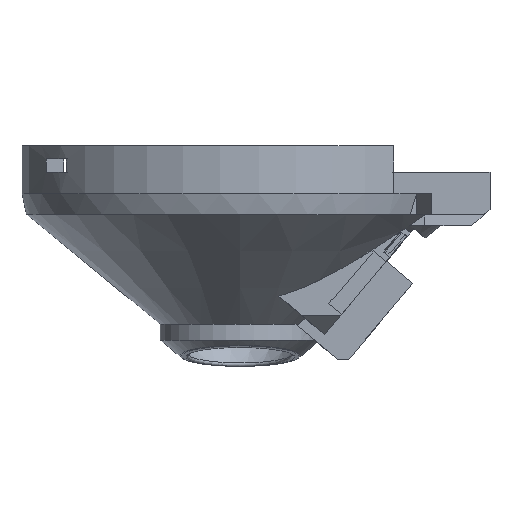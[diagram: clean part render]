
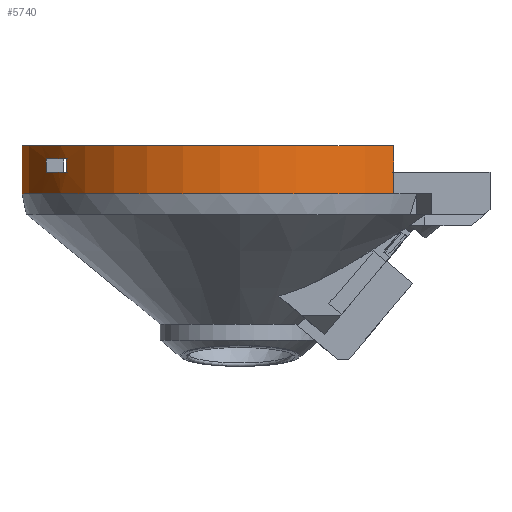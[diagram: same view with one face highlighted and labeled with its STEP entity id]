
A CAD part, left-side view. The second image highlights one B-rep face of the part: STEP entity #5740.
In plain terms, the highlighted cylindrical face has radius 20.5 mm (diameter 41 mm), a partial arc.
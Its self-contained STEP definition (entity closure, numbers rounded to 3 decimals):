
#291=FACE_BOUND('',#1130,.T.);
#292=FACE_BOUND('',#1131,.T.);
#806=FACE_OUTER_BOUND('',#1129,.T.);
#1129=EDGE_LOOP('',(#5323,#5324,#5325,#5326,#5327,#5328));
#1130=EDGE_LOOP('',(#5329,#5330,#5331,#5332));
#1131=EDGE_LOOP('',(#5333,#5334,#5335,#5336));
#1568=LINE('',#9412,#2122);
#1593=LINE('',#9484,#2147);
#1596=LINE('',#9489,#2150);
#1601=LINE('',#9505,#2155);
#1603=LINE('',#9508,#2157);
#1611=LINE('',#9527,#2165);
#1612=LINE('',#9529,#2166);
#1645=LINE('',#9607,#2199);
#2122=VECTOR('',#7189,10.);
#2147=VECTOR('',#7246,10.);
#2150=VECTOR('',#7251,10.);
#2155=VECTOR('',#7270,10.);
#2157=VECTOR('',#7274,10.);
#2165=VECTOR('',#7290,10.);
#2166=VECTOR('',#7293,10.);
#2199=VECTOR('',#7376,10.);
#2326=CIRCLE('',#6094,20.5);
#2327=CIRCLE('',#6096,20.5);
#2328=CIRCLE('',#6100,20.5);
#2329=CIRCLE('',#6102,20.5);
#2330=CIRCLE('',#6104,20.5);
#2340=CIRCLE('',#6152,20.5);
#2809=VERTEX_POINT('',#9409);
#2810=VERTEX_POINT('',#9411);
#2837=VERTEX_POINT('',#9471);
#2838=VERTEX_POINT('',#9473);
#2839=VERTEX_POINT('',#9477);
#2840=VERTEX_POINT('',#9479);
#2841=VERTEX_POINT('',#9483);
#2842=VERTEX_POINT('',#9487);
#2843=VERTEX_POINT('',#9491);
#2844=VERTEX_POINT('',#9493);
#2845=VERTEX_POINT('',#9497);
#2846=VERTEX_POINT('',#9501);
#2847=VERTEX_POINT('',#9510);
#2873=VERTEX_POINT('',#9605);
#3583=EDGE_CURVE('',#2810,#2809,#1568,.T.);
#3615=EDGE_CURVE('',#2837,#2838,#2326,.T.);
#3618=EDGE_CURVE('',#2839,#2840,#2327,.T.);
#3619=EDGE_CURVE('',#2841,#2837,#1593,.T.);
#3622=EDGE_CURVE('',#2842,#2840,#1596,.T.);
#3624=EDGE_CURVE('',#2843,#2844,#2328,.T.);
#3626=EDGE_CURVE('',#2841,#2845,#2329,.T.);
#3629=EDGE_CURVE('',#2846,#2842,#2330,.T.);
#3630=EDGE_CURVE('',#2845,#2838,#1601,.T.);
#3632=EDGE_CURVE('',#2809,#2844,#1603,.T.);
#3642=EDGE_CURVE('',#2847,#2843,#1611,.T.);
#3643=EDGE_CURVE('',#2846,#2839,#1612,.T.);
#3681=EDGE_CURVE('',#2847,#2873,#1645,.T.);
#3703=EDGE_CURVE('',#2873,#2810,#2340,.T.);
#5323=ORIENTED_EDGE('',*,*,#3624,.F.);
#5324=ORIENTED_EDGE('',*,*,#3642,.F.);
#5325=ORIENTED_EDGE('',*,*,#3681,.T.);
#5326=ORIENTED_EDGE('',*,*,#3703,.T.);
#5327=ORIENTED_EDGE('',*,*,#3583,.T.);
#5328=ORIENTED_EDGE('',*,*,#3632,.T.);
#5329=ORIENTED_EDGE('',*,*,#3622,.F.);
#5330=ORIENTED_EDGE('',*,*,#3629,.F.);
#5331=ORIENTED_EDGE('',*,*,#3643,.T.);
#5332=ORIENTED_EDGE('',*,*,#3618,.T.);
#5333=ORIENTED_EDGE('',*,*,#3615,.T.);
#5334=ORIENTED_EDGE('',*,*,#3630,.F.);
#5335=ORIENTED_EDGE('',*,*,#3626,.F.);
#5336=ORIENTED_EDGE('',*,*,#3619,.T.);
#5475=CYLINDRICAL_SURFACE('',#6160,20.5);
#5740=ADVANCED_FACE('',(#806,#291,#292),#5475,.T.);
#6094=AXIS2_PLACEMENT_3D('',#9475,#7236,#7237);
#6096=AXIS2_PLACEMENT_3D('',#9481,#7242,#7243);
#6100=AXIS2_PLACEMENT_3D('',#9494,#7255,#7256);
#6102=AXIS2_PLACEMENT_3D('',#9498,#7260,#7261);
#6104=AXIS2_PLACEMENT_3D('',#9503,#7266,#7267);
#6152=AXIS2_PLACEMENT_3D('',#9661,#7421,#7422);
#6160=AXIS2_PLACEMENT_3D('',#9685,#7443,#7444);
#7189=DIRECTION('',(0.,0.,1.));
#7236=DIRECTION('center_axis',(0.,0.,1.));
#7237=DIRECTION('ref_axis',(0.585,-0.811,0.));
#7242=DIRECTION('center_axis',(0.,0.,1.));
#7243=DIRECTION('ref_axis',(0.585,-0.811,0.));
#7246=DIRECTION('',(0.,0.,1.));
#7251=DIRECTION('',(0.,0.,1.));
#7255=DIRECTION('center_axis',(0.,0.,1.));
#7256=DIRECTION('ref_axis',(0.585,-0.811,0.));
#7260=DIRECTION('center_axis',(0.,0.,1.));
#7261=DIRECTION('ref_axis',(0.585,-0.811,0.));
#7266=DIRECTION('center_axis',(0.,0.,1.));
#7267=DIRECTION('ref_axis',(0.585,-0.811,0.));
#7270=DIRECTION('',(0.,0.,1.));
#7274=DIRECTION('',(0.,0.,1.));
#7290=DIRECTION('',(0.,0.,1.));
#7293=DIRECTION('',(0.,0.,1.));
#7376=DIRECTION('',(0.,0.,-1.));
#7421=DIRECTION('center_axis',(0.,0.,1.));
#7422=DIRECTION('ref_axis',(0.585,-0.811,0.));
#7443=DIRECTION('center_axis',(0.,0.,1.));
#7444=DIRECTION('ref_axis',(0.,1.,0.));
#9409=CARTESIAN_POINT('',(-14.5,-14.491,15.75));
#9411=CARTESIAN_POINT('',(-14.5,-14.491,13.75));
#9412=CARTESIAN_POINT('',(-14.5,-14.491,11.75));
#9471=CARTESIAN_POINT('',(-9.5,18.166,17.));
#9473=CARTESIAN_POINT('',(-12.5,16.248,17.));
#9475=CARTESIAN_POINT('Origin',(0.,0.,
17.));
#9477=CARTESIAN_POINT('',(12.5,16.248,17.));
#9479=CARTESIAN_POINT('',(9.5,18.166,17.));
#9481=CARTESIAN_POINT('Origin',(0.,0.,
17.));
#9483=CARTESIAN_POINT('',(-9.5,18.166,15.75));
#9484=CARTESIAN_POINT('',(-9.5,18.166,15.75));
#9487=CARTESIAN_POINT('',(9.5,18.166,15.75));
#9489=CARTESIAN_POINT('',(9.5,18.166,15.75));
#9491=CARTESIAN_POINT('',(14.5,-14.491,18.25));
#9493=CARTESIAN_POINT('',(-14.5,-14.491,18.25));
#9494=CARTESIAN_POINT('Origin',(0.,0.,
18.25));
#9497=CARTESIAN_POINT('',(-12.5,16.248,15.75));
#9498=CARTESIAN_POINT('Origin',(0.,0.,15.75));
#9501=CARTESIAN_POINT('',(12.5,16.248,15.75));
#9503=CARTESIAN_POINT('Origin',(0.,0.,15.75));
#9505=CARTESIAN_POINT('',(-12.5,16.248,15.75));
#9508=CARTESIAN_POINT('',(-14.5,-14.491,15.75));
#9510=CARTESIAN_POINT('',(14.5,-14.491,15.75));
#9527=CARTESIAN_POINT('',(14.5,-14.491,15.75));
#9529=CARTESIAN_POINT('',(12.5,16.248,15.75));
#9605=CARTESIAN_POINT('',(14.5,-14.491,13.75));
#9607=CARTESIAN_POINT('',(14.5,-14.491,11.75));
#9661=CARTESIAN_POINT('Origin',(0.,0.,13.75));
#9685=CARTESIAN_POINT('Origin',(0.,0.,11.75));
